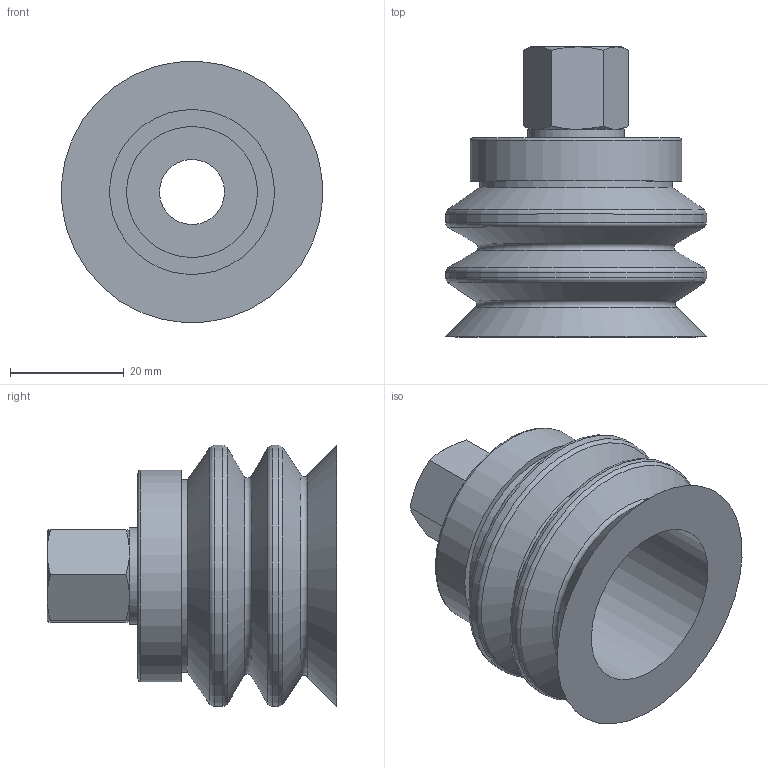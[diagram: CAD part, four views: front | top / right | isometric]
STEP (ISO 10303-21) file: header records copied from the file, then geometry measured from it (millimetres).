
FILE_DESCRIPTION(/* description */ (''),/* implementation_level */ '2;1');
FILE_NAME(/* name */ 'vf45nat_rac19r1-4h.stp',/* time_stamp */ '2024-05-21T09:15:31+02:00',/* author */ ('enginyeria3'),/* organization */ (''),/* preprocessor_version */ 'ST-DEVELOPER v20',/* originating_system */ 'Autodesk Inventor 2024',/* authorisation */ '');
FILE_SCHEMA (('AUTOMOTIVE_DESIGN { 1 0 10303 214 3 1 1 }'));
Length unit declared in the file: millimetre
Products named in the file (1): vf45nat_rac19r1-4h
Bounding box: 45.92 x 51 x 45.92 mm (x, y, z)
Volume: 24150.2 mm3; surface area: 14756.3 mm2
Topology: 1 solids, 1 shells, 47 faces, 104 edges, 65 vertices
Faces by surface type: cone 17, plane 14, cylinder 9, torus 7
Full cylindrical faces by diameter (mm): 11.445 x1, 17 x1, 23 x1, 29 x1, 34 x1, 35 x1, 37.2 x1, 46 x2
Entity records: 1402 total; most frequent: CARTESIAN_POINT 265, DIRECTION 236, ORIENTED_EDGE 208, AXIS2_PLACEMENT_3D 108, EDGE_CURVE 104, VERTEX_POINT 65, CIRCLE 60, EDGE_LOOP 55
